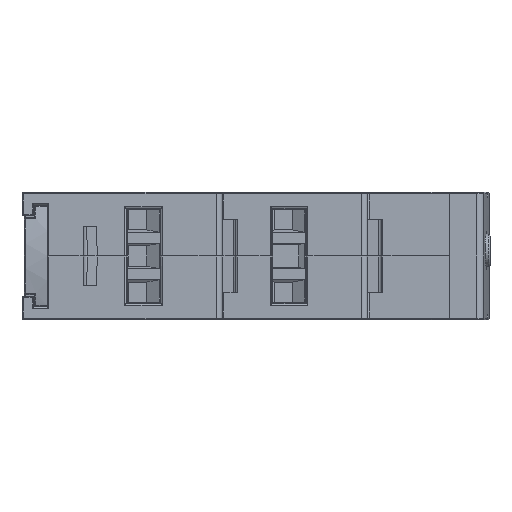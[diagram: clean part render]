
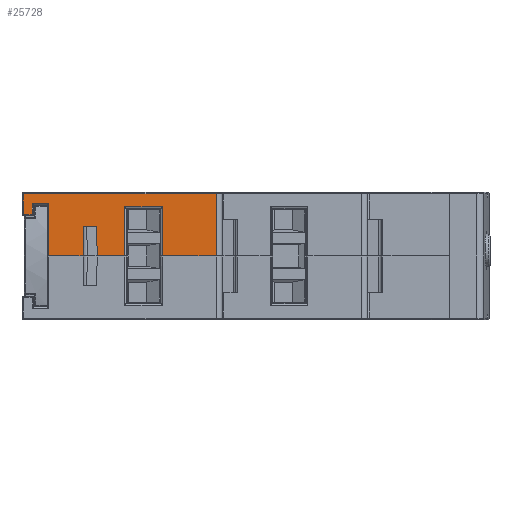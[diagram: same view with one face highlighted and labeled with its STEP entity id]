
A CAD part, front view. The second image highlights one B-rep face of the part: STEP entity #25728.
In plain terms, the highlighted planar face has unit normal (0, -1, 0).
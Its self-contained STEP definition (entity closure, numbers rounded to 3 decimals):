
#189 = LINE ( 'NONE', #393, #13548 ) ;
#251 = EDGE_CURVE ( 'NONE', #8797, #3619, #19567, .T. ) ;
#393 = CARTESIAN_POINT ( 'NONE',  ( 24., -45., 7.2 ) ) ;
#558 = CARTESIAN_POINT ( 'NONE',  ( -2.1, -45., 8.75 ) ) ;
#983 = CARTESIAN_POINT ( 'NONE',  ( 15.783, -45., 6.733 ) ) ;
#1006 = ORIENTED_EDGE ( 'NONE', *, *, #40989, .T. ) ;
#1386 = DIRECTION ( 'NONE',  ( 1., 0., 0. ) ) ;
#1697 = EDGE_CURVE ( 'NONE', #2819, #14500, #30435, .T. ) ;
#2027 = CARTESIAN_POINT ( 'NONE',  ( 23.2, -45., 8.55 ) ) ;
#2241 = EDGE_CURVE ( 'NONE', #26426, #2453, #29367, .T. ) ;
#2453 = VERTEX_POINT ( 'NONE', #12468 ) ;
#2681 = VECTOR ( 'NONE', #34835, 1000. ) ;
#2819 = VERTEX_POINT ( 'NONE', #983 ) ;
#3126 = DIRECTION ( 'NONE',  ( 0., 0., -1. ) ) ;
#3394 = LINE ( 'NONE', #6905, #18591 ) ;
#3425 = VERTEX_POINT ( 'NONE', #20413 ) ;
#3619 = VERTEX_POINT ( 'NONE', #15610 ) ;
#4054 = VECTOR ( 'NONE', #29066, 1000. ) ;
#4114 = EDGE_CURVE ( 'NONE', #39999, #26426, #189, .T. ) ;
#4476 = CARTESIAN_POINT ( 'NONE',  ( 6.742, -45., 8.599 ) ) ;
#5206 = FACE_OUTER_BOUND ( 'NONE', #38881, .T. ) ;
#5413 = LINE ( 'NONE', #40711, #19375 ) ;
#5953 = ORIENTED_EDGE ( 'NONE', *, *, #6939, .T. ) ;
#6295 = CARTESIAN_POINT ( 'NONE',  ( 0.2, -45., 7.2 ) ) ;
#6557 = CARTESIAN_POINT ( 'NONE',  ( -3.3, -45., 8.55 ) ) ;
#6905 = CARTESIAN_POINT ( 'NONE',  ( 24., -45., 0. ) ) ;
#6939 = EDGE_CURVE ( 'NONE', #3619, #39999, #19478, .T. ) ;
#7271 = ORIENTED_EDGE ( 'NONE', *, *, #12089, .F. ) ;
#7591 = CARTESIAN_POINT ( 'NONE',  ( 24., -45., 8.55 ) ) ;
#7868 = DIRECTION ( 'NONE',  ( 0., 0., -1. ) ) ;
#7981 = VECTOR ( 'NONE', #31275, 1000. ) ;
#8018 = CARTESIAN_POINT ( 'NONE',  ( 24., -45., 6.733 ) ) ;
#8797 = VERTEX_POINT ( 'NONE', #12036 ) ;
#9125 = CARTESIAN_POINT ( 'NONE',  ( 4.883, -45., 0. ) ) ;
#9131 = VECTOR ( 'NONE', #1386, 1000. ) ;
#9141 = ORIENTED_EDGE ( 'NONE', *, *, #38630, .T. ) ;
#9318 = VECTOR ( 'NONE', #17987, 1000. ) ;
#9423 = VERTEX_POINT ( 'NONE', #19868 ) ;
#9705 = DIRECTION ( 'NONE',  ( 1., 0., 0. ) ) ;
#9961 = CARTESIAN_POINT ( 'NONE',  ( 10.617, -45., 6.733 ) ) ;
#10485 = EDGE_CURVE ( 'NONE', #16360, #16566, #16765, .T. ) ;
#10973 = EDGE_CURVE ( 'NONE', #3425, #27493, #40586, .T. ) ;
#12036 = CARTESIAN_POINT ( 'NONE',  ( -3.3, -45., 5.7 ) ) ;
#12089 = EDGE_CURVE ( 'NONE', #9423, #18095, #32880, .T. ) ;
#12468 = CARTESIAN_POINT ( 'NONE',  ( 0.2, -45., 0. ) ) ;
#13175 = DIRECTION ( 'NONE',  ( 0., 0., 1. ) ) ;
#13207 = ORIENTED_EDGE ( 'NONE', *, *, #2241, .T. ) ;
#13331 = EDGE_CURVE ( 'NONE', #25252, #18049, #36192, .T. ) ;
#13548 = VECTOR ( 'NONE', #9705, 1000. ) ;
#14363 = ORIENTED_EDGE ( 'NONE', *, *, #25831, .T. ) ;
#14500 = VERTEX_POINT ( 'NONE', #34214 ) ;
#14549 = CARTESIAN_POINT ( 'NONE',  ( 24., -45., 8.75 ) ) ;
#14675 = ORIENTED_EDGE ( 'NONE', *, *, #251, .T. ) ;
#15347 = CARTESIAN_POINT ( 'NONE',  ( 24., -45., 4. ) ) ;
#15610 = CARTESIAN_POINT ( 'NONE',  ( -2.1, -45., 5.7 ) ) ;
#16257 = ORIENTED_EDGE ( 'NONE', *, *, #10973, .T. ) ;
#16360 = VERTEX_POINT ( 'NONE', #2027 ) ;
#16554 = AXIS2_PLACEMENT_3D ( 'NONE', #14549, #33423, #37162 ) ;
#16566 = VERTEX_POINT ( 'NONE', #6557 ) ;
#16765 = LINE ( 'NONE', #7591, #34470 ) ;
#17153 = DIRECTION ( 'NONE',  ( 0., 0., -1. ) ) ;
#17312 = LINE ( 'NONE', #18076, #2681 ) ;
#17699 = ORIENTED_EDGE ( 'NONE', *, *, #10485, .T. ) ;
#17987 = DIRECTION ( 'NONE',  ( 0., 0., 1. ) ) ;
#18049 = VERTEX_POINT ( 'NONE', #9125 ) ;
#18076 = CARTESIAN_POINT ( 'NONE',  ( 23.2, -45., 8.75 ) ) ;
#18095 = VERTEX_POINT ( 'NONE', #18946 ) ;
#18395 = CARTESIAN_POINT ( 'NONE',  ( 10.617, -45., 8.75 ) ) ;
#18591 = VECTOR ( 'NONE', #40967, 1000. ) ;
#18946 = CARTESIAN_POINT ( 'NONE',  ( 6.782, -45., 4. ) ) ;
#19157 = LINE ( 'NONE', #31328, #30404 ) ;
#19375 = VECTOR ( 'NONE', #37370, 1000. ) ;
#19478 = LINE ( 'NONE', #558, #36234 ) ;
#19567 = LINE ( 'NONE', #32153, #4054 ) ;
#19868 = CARTESIAN_POINT ( 'NONE',  ( 6.817, -45., 0. ) ) ;
#20262 = CARTESIAN_POINT ( 'NONE',  ( 0.2, -45., 8.75 ) ) ;
#20413 = CARTESIAN_POINT ( 'NONE',  ( 10.617, -45., 0. ) ) ;
#20815 = VECTOR ( 'NONE', #7868, 1000. ) ;
#20857 = DIRECTION ( 'NONE',  ( -0.009, 0., -1. ) ) ;
#21372 = ORIENTED_EDGE ( 'NONE', *, *, #38759, .T. ) ;
#22507 = VECTOR ( 'NONE', #20857, 1000. ) ;
#22913 = ORIENTED_EDGE ( 'NONE', *, *, #4114, .T. ) ;
#23016 = EDGE_CURVE ( 'NONE', #27493, #2819, #30591, .T. ) ;
#24262 = LINE ( 'NONE', #39629, #28013 ) ;
#25252 = VERTEX_POINT ( 'NONE', #28004 ) ;
#25349 = ORIENTED_EDGE ( 'NONE', *, *, #1697, .T. ) ;
#25728 = ADVANCED_FACE ( 'NONE', ( #5206 ), #30494, .F. ) ;
#25831 = EDGE_CURVE ( 'NONE', #16566, #8797, #19157, .T. ) ;
#26426 = VERTEX_POINT ( 'NONE', #6295 ) ;
#26895 = DIRECTION ( 'NONE',  ( -0.009, 0., 1. ) ) ;
#27493 = VERTEX_POINT ( 'NONE', #9961 ) ;
#28004 = CARTESIAN_POINT ( 'NONE',  ( 4.918, -45., 4. ) ) ;
#28013 = VECTOR ( 'NONE', #32942, 1000. ) ;
#28030 = VECTOR ( 'NONE', #17153, 1000. ) ;
#29066 = DIRECTION ( 'NONE',  ( 1., 0., 0. ) ) ;
#29367 = LINE ( 'NONE', #20262, #28030 ) ;
#30404 = VECTOR ( 'NONE', #3126, 1000. ) ;
#30435 = LINE ( 'NONE', #33563, #20815 ) ;
#30494 = PLANE ( 'NONE',  #16554 ) ;
#30591 = LINE ( 'NONE', #8018, #9131 ) ;
#31275 = DIRECTION ( 'NONE',  ( -1., 0., 0. ) ) ;
#31328 = CARTESIAN_POINT ( 'NONE',  ( -3.3, -45., 8.75 ) ) ;
#32153 = CARTESIAN_POINT ( 'NONE',  ( 24., -45., 5.7 ) ) ;
#32880 = LINE ( 'NONE', #4476, #36278 ) ;
#32942 = DIRECTION ( 'NONE',  ( 1., 0., 0. ) ) ;
#33153 = CARTESIAN_POINT ( 'NONE',  ( -2.1, -45., 7.2 ) ) ;
#33259 = CARTESIAN_POINT ( 'NONE',  ( 4.961, -45., 8.916 ) ) ;
#33355 = ORIENTED_EDGE ( 'NONE', *, *, #34380, .T. ) ;
#33423 = DIRECTION ( 'NONE',  ( 0., 1., 0. ) ) ;
#33563 = CARTESIAN_POINT ( 'NONE',  ( 15.783, -45., 8.75 ) ) ;
#33769 = CARTESIAN_POINT ( 'NONE',  ( 23.2, -45., 0. ) ) ;
#34214 = CARTESIAN_POINT ( 'NONE',  ( 15.783, -45., 0. ) ) ;
#34380 = EDGE_CURVE ( 'NONE', #14500, #40081, #5413, .T. ) ;
#34470 = VECTOR ( 'NONE', #35618, 1000. ) ;
#34714 = EDGE_CURVE ( 'NONE', #18095, #25252, #37530, .T. ) ;
#34835 = DIRECTION ( 'NONE',  ( 0., 0., 1. ) ) ;
#35618 = DIRECTION ( 'NONE',  ( -1., 0., 0. ) ) ;
#36192 = LINE ( 'NONE', #33259, #22507 ) ;
#36234 = VECTOR ( 'NONE', #13175, 1000. ) ;
#36278 = VECTOR ( 'NONE', #26895, 1000. ) ;
#37162 = DIRECTION ( 'NONE',  ( -1., 0., 0. ) ) ;
#37370 = DIRECTION ( 'NONE',  ( 1., 0., 0. ) ) ;
#37530 = LINE ( 'NONE', #15347, #7981 ) ;
#38630 = EDGE_CURVE ( 'NONE', #2453, #18049, #3394, .T. ) ;
#38759 = EDGE_CURVE ( 'NONE', #40081, #16360, #17312, .T. ) ;
#38881 = EDGE_LOOP ( 'NONE', ( #33355, #21372, #17699, #14363, #14675, #5953, #22913, #13207, #9141, #41028, #38929, #7271, #1006, #16257, #40479, #25349 ) ) ;
#38929 = ORIENTED_EDGE ( 'NONE', *, *, #34714, .F. ) ;
#39629 = CARTESIAN_POINT ( 'NONE',  ( 24., -45., 0. ) ) ;
#39999 = VERTEX_POINT ( 'NONE', #33153 ) ;
#40081 = VERTEX_POINT ( 'NONE', #33769 ) ;
#40479 = ORIENTED_EDGE ( 'NONE', *, *, #23016, .T. ) ;
#40586 = LINE ( 'NONE', #18395, #9318 ) ;
#40711 = CARTESIAN_POINT ( 'NONE',  ( 24., -45., 0. ) ) ;
#40967 = DIRECTION ( 'NONE',  ( 1., 0., 0. ) ) ;
#40989 = EDGE_CURVE ( 'NONE', #9423, #3425, #24262, .T. ) ;
#41028 = ORIENTED_EDGE ( 'NONE', *, *, #13331, .F. ) ;
